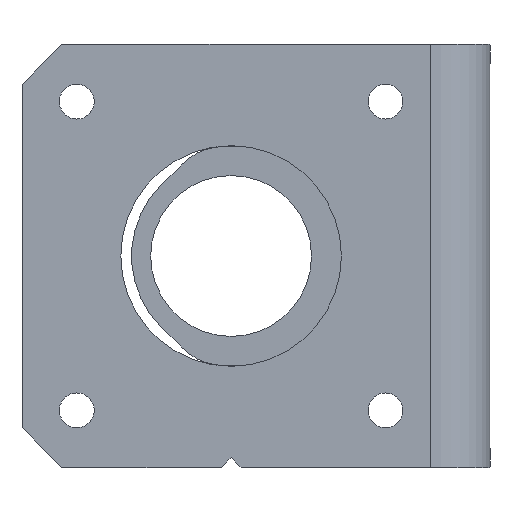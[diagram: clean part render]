
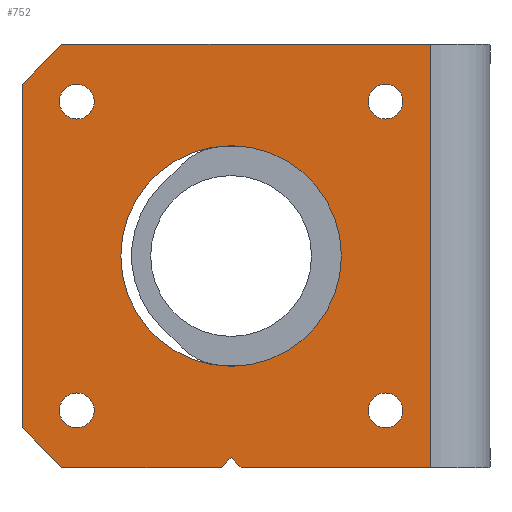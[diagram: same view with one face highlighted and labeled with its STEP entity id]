
A CAD part, front view. The second image highlights one B-rep face of the part: STEP entity #752.
In plain terms, the highlighted planar face has unit normal (0, -1, 0).
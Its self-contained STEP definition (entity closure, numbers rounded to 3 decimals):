
#35=FACE_BOUND('',#145,.T.);
#36=FACE_BOUND('',#146,.T.);
#37=FACE_BOUND('',#147,.T.);
#38=FACE_BOUND('',#148,.T.);
#39=FACE_BOUND('',#149,.T.);
#62=CIRCLE('',#795,11.075);
#63=CIRCLE('',#796,1.75);
#64=CIRCLE('',#797,1.75);
#65=CIRCLE('',#798,1.75);
#66=CIRCLE('',#799,1.75);
#104=FACE_OUTER_BOUND('',#144,.T.);
#144=EDGE_LOOP('',(#528,#529,#530,#531,#532,#533,#534,#535,#536));
#145=EDGE_LOOP('',(#537));
#146=EDGE_LOOP('',(#538));
#147=EDGE_LOOP('',(#539));
#148=EDGE_LOOP('',(#540));
#149=EDGE_LOOP('',(#541));
#209=LINE('',#1103,#274);
#213=LINE('',#1111,#278);
#216=LINE('',#1117,#281);
#217=LINE('',#1119,#282);
#218=LINE('',#1121,#283);
#219=LINE('',#1123,#284);
#220=LINE('',#1125,#285);
#221=LINE('',#1127,#286);
#222=LINE('',#1128,#287);
#274=VECTOR('',#876,1.414);
#278=VECTOR('',#882,1.414);
#281=VECTOR('',#887,19.);
#282=VECTOR('',#888,42.5);
#283=VECTOR('',#889,37.);
#284=VECTOR('',#890,5.657);
#285=VECTOR('',#891,34.5);
#286=VECTOR('',#892,5.657);
#287=VECTOR('',#893,16.);
#339=VERTEX_POINT('',#1101);
#340=VERTEX_POINT('',#1102);
#343=VERTEX_POINT('',#1110);
#345=VERTEX_POINT('',#1116);
#346=VERTEX_POINT('',#1118);
#347=VERTEX_POINT('',#1120);
#348=VERTEX_POINT('',#1122);
#349=VERTEX_POINT('',#1124);
#350=VERTEX_POINT('',#1126);
#351=VERTEX_POINT('',#1129);
#352=VERTEX_POINT('',#1131);
#353=VERTEX_POINT('',#1133);
#354=VERTEX_POINT('',#1135);
#355=VERTEX_POINT('',#1137);
#415=EDGE_CURVE('',#339,#340,#209,.T.);
#419=EDGE_CURVE('',#340,#343,#213,.T.);
#422=EDGE_CURVE('',#343,#345,#216,.T.);
#423=EDGE_CURVE('',#346,#345,#217,.T.);
#424=EDGE_CURVE('',#346,#347,#218,.T.);
#425=EDGE_CURVE('',#348,#347,#219,.T.);
#426=EDGE_CURVE('',#349,#348,#220,.T.);
#427=EDGE_CURVE('',#350,#349,#221,.T.);
#428=EDGE_CURVE('',#350,#339,#222,.T.);
#429=EDGE_CURVE('',#351,#351,#62,.T.);
#430=EDGE_CURVE('',#352,#352,#63,.T.);
#431=EDGE_CURVE('',#353,#353,#64,.T.);
#432=EDGE_CURVE('',#354,#354,#65,.T.);
#433=EDGE_CURVE('',#355,#355,#66,.T.);
#528=ORIENTED_EDGE('',*,*,#415,.T.);
#529=ORIENTED_EDGE('',*,*,#419,.T.);
#530=ORIENTED_EDGE('',*,*,#422,.T.);
#531=ORIENTED_EDGE('',*,*,#423,.F.);
#532=ORIENTED_EDGE('',*,*,#424,.T.);
#533=ORIENTED_EDGE('',*,*,#425,.F.);
#534=ORIENTED_EDGE('',*,*,#426,.F.);
#535=ORIENTED_EDGE('',*,*,#427,.F.);
#536=ORIENTED_EDGE('',*,*,#428,.T.);
#537=ORIENTED_EDGE('',*,*,#429,.T.);
#538=ORIENTED_EDGE('',*,*,#430,.T.);
#539=ORIENTED_EDGE('',*,*,#431,.T.);
#540=ORIENTED_EDGE('',*,*,#432,.T.);
#541=ORIENTED_EDGE('',*,*,#433,.T.);
#732=PLANE('',#794);
#752=ADVANCED_FACE('',(#104,#35,#36,#37,#38,#39),#732,.T.);
#794=AXIS2_PLACEMENT_3D('',#1115,#885,#886);
#795=AXIS2_PLACEMENT_3D('',#1130,#894,#895);
#796=AXIS2_PLACEMENT_3D('',#1132,#896,#897);
#797=AXIS2_PLACEMENT_3D('',#1134,#898,#899);
#798=AXIS2_PLACEMENT_3D('',#1136,#900,#901);
#799=AXIS2_PLACEMENT_3D('',#1138,#902,#903);
#876=DIRECTION('',(0.707,0.,0.707));
#882=DIRECTION('',(0.707,0.,-0.707));
#885=DIRECTION('center_axis',(0.,-1.,0.));
#886=DIRECTION('ref_axis',(0.,0.,-1.));
#887=DIRECTION('',(1.,0.,0.));
#888=DIRECTION('',(0.,0.,-1.));
#889=DIRECTION('',(-1.,0.,0.));
#890=DIRECTION('',(0.707,0.,0.707));
#891=DIRECTION('',(0.,0.,1.));
#892=DIRECTION('',(-0.707,0.,0.707));
#893=DIRECTION('',(1.,0.,0.));
#894=DIRECTION('center_axis',(0.,1.,0.));
#895=DIRECTION('ref_axis',(-1.,0.,0.));
#896=DIRECTION('center_axis',(0.,1.,0.));
#897=DIRECTION('ref_axis',(1.,0.,0.));
#898=DIRECTION('center_axis',(0.,1.,0.));
#899=DIRECTION('ref_axis',(1.,0.,0.));
#900=DIRECTION('center_axis',(0.,1.,0.));
#901=DIRECTION('ref_axis',(1.,0.,0.));
#902=DIRECTION('center_axis',(0.,1.,0.));
#903=DIRECTION('ref_axis',(1.,0.,0.));
#1101=CARTESIAN_POINT('',(-23.318,22.94,-21.25));
#1102=CARTESIAN_POINT('',(-22.318,22.94,-20.25));
#1103=CARTESIAN_POINT('',(-11.256,22.94,-9.188));
#1110=CARTESIAN_POINT('',(-21.318,22.94,-21.25));
#1111=CARTESIAN_POINT('',(-20.881,22.94,-21.688));
#1115=CARTESIAN_POINT('Origin',(3.682,22.94,0.));
#1116=CARTESIAN_POINT('',(-2.318,22.94,-21.25));
#1117=CARTESIAN_POINT('',(-43.318,22.94,-21.25));
#1118=CARTESIAN_POINT('',(-2.318,22.94,21.25));
#1119=CARTESIAN_POINT('',(-2.318,22.94,0.));
#1120=CARTESIAN_POINT('',(-39.318,22.94,21.25));
#1121=CARTESIAN_POINT('',(-43.318,22.94,21.25));
#1122=CARTESIAN_POINT('',(-43.318,22.94,17.25));
#1123=CARTESIAN_POINT('',(-34.881,22.94,25.688));
#1124=CARTESIAN_POINT('',(-43.318,22.94,-17.25));
#1125=CARTESIAN_POINT('',(-43.318,22.94,0.));
#1126=CARTESIAN_POINT('',(-39.318,22.94,-21.25));
#1127=CARTESIAN_POINT('',(-34.881,22.94,-25.688));
#1128=CARTESIAN_POINT('',(-43.318,22.94,-21.25));
#1129=CARTESIAN_POINT('',(-11.243,22.94,0.));
#1130=CARTESIAN_POINT('Origin',(-22.318,22.94,0.));
#1131=CARTESIAN_POINT('',(-5.068,22.94,15.5));
#1132=CARTESIAN_POINT('Origin',(-6.818,22.94,15.5));
#1133=CARTESIAN_POINT('',(-36.068,22.94,15.5));
#1134=CARTESIAN_POINT('Origin',(-37.818,22.94,15.5));
#1135=CARTESIAN_POINT('',(-36.068,22.94,-15.5));
#1136=CARTESIAN_POINT('Origin',(-37.818,22.94,-15.5));
#1137=CARTESIAN_POINT('',(-5.068,22.94,-15.5));
#1138=CARTESIAN_POINT('Origin',(-6.818,22.94,-15.5));
